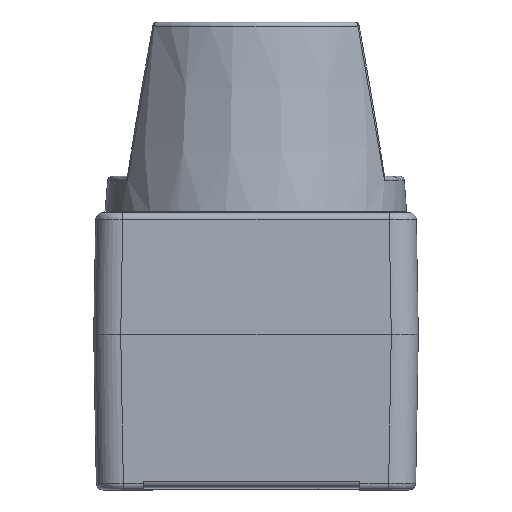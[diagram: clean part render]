
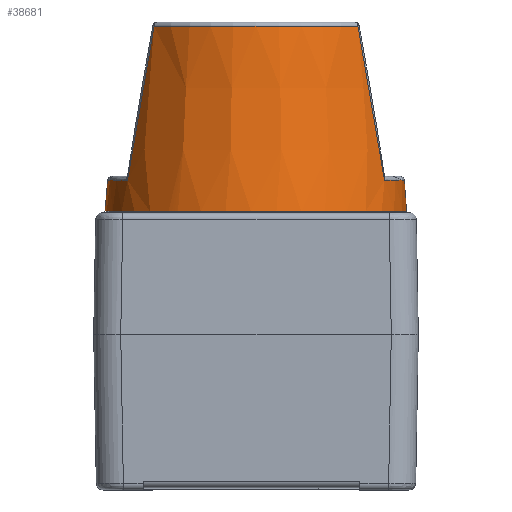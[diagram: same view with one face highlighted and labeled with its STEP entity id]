
A CAD part, left-side view. The second image highlights one B-rep face of the part: STEP entity #38681.
In plain terms, the highlighted conical face has half-angle 5 degrees and reference radius 31.663 mm.
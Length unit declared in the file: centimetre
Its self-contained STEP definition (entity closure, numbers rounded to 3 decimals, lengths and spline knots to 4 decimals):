
#82=CONICAL_SURFACE('',#40862,3.1663,5.);
#324=FACE_BOUND('',#5403,.T.);
#1323=CIRCLE('',#40789,3.35);
#1327=CIRCLE('',#40794,3.35);
#1328=CIRCLE('',#40795,3.35);
#1357=CIRCLE('',#40838,2.9905);
#1359=CIRCLE('',#40842,3.2897);
#1361=CIRCLE('',#40845,3.2897);
#1363=CIRCLE('',#40848,2.9905);
#1369=CIRCLE('',#40863,3.35);
#1370=CIRCLE('',#40864,3.35);
#3168=FACE_OUTER_BOUND('',#5402,.T.);
#5402=EDGE_LOOP('',(#27231,#27232,#27233,#27234,#27235));
#5403=EDGE_LOOP('',(#27236,#27237,#27238,#27239,#27240,#27241,#27242,#27243));
#7644=B_SPLINE_CURVE_WITH_KNOTS('',3,(#59154,#59155,#59156,#59157),
 .UNSPECIFIED.,.F.,.F.,(4,4),(-4.2818,-0.8003),
 .UNSPECIFIED.);
#7647=B_SPLINE_CURVE_WITH_KNOTS('',3,(#59207,#59208,#59209,#59210),
 .UNSPECIFIED.,.F.,.F.,(4,4),(-3.677,-0.1955),
 .UNSPECIFIED.);
#7654=B_SPLINE_CURVE_WITH_KNOTS('',3,(#59321,#59322,#59323,#59324),
 .UNSPECIFIED.,.F.,.F.,(4,4),(-3.677,-0.1955),
 .UNSPECIFIED.);
#7659=B_SPLINE_CURVE_WITH_KNOTS('',3,(#59407,#59408,#59409,#59410),
 .UNSPECIFIED.,.F.,.F.,(4,4),(-4.2818,-0.8003),
 .UNSPECIFIED.);
#16037=VERTEX_POINT('',#59001);
#16038=VERTEX_POINT('',#59003);
#16041=VERTEX_POINT('',#59010);
#16044=VERTEX_POINT('',#59016);
#16045=VERTEX_POINT('',#59018);
#16060=VERTEX_POINT('',#59107);
#16062=VERTEX_POINT('',#59112);
#16065=VERTEX_POINT('',#59153);
#16067=VERTEX_POINT('',#59206);
#16076=VERTEX_POINT('',#59284);
#16078=VERTEX_POINT('',#59320);
#16086=VERTEX_POINT('',#59367);
#16088=VERTEX_POINT('',#59406);
#20253=EDGE_CURVE('',#16037,#16038,#1323,.T.);
#20260=EDGE_CURVE('',#16044,#16045,#1327,.T.);
#20261=EDGE_CURVE('',#16045,#16041,#1328,.T.);
#20286=EDGE_CURVE('',#16060,#16065,#7644,.T.);
#20289=EDGE_CURVE('',#16067,#16062,#7647,.T.);
#20304=EDGE_CURVE('',#16078,#16076,#7654,.T.);
#20316=EDGE_CURVE('',#16076,#16086,#1357,.T.);
#20319=EDGE_CURVE('',#16086,#16088,#7659,.T.);
#20327=EDGE_CURVE('',#16088,#16067,#1359,.T.);
#20329=EDGE_CURVE('',#16065,#16078,#1361,.T.);
#20331=EDGE_CURVE('',#16062,#16060,#1363,.T.);
#20344=EDGE_CURVE('',#16038,#16044,#1369,.T.);
#20345=EDGE_CURVE('',#16041,#16037,#1370,.T.);
#27231=ORIENTED_EDGE('',*,*,#20261,.F.);
#27232=ORIENTED_EDGE('',*,*,#20260,.F.);
#27233=ORIENTED_EDGE('',*,*,#20344,.F.);
#27234=ORIENTED_EDGE('',*,*,#20253,.F.);
#27235=ORIENTED_EDGE('',*,*,#20345,.F.);
#27236=ORIENTED_EDGE('',*,*,#20304,.F.);
#27237=ORIENTED_EDGE('',*,*,#20329,.F.);
#27238=ORIENTED_EDGE('',*,*,#20286,.F.);
#27239=ORIENTED_EDGE('',*,*,#20331,.F.);
#27240=ORIENTED_EDGE('',*,*,#20289,.F.);
#27241=ORIENTED_EDGE('',*,*,#20327,.F.);
#27242=ORIENTED_EDGE('',*,*,#20319,.F.);
#27243=ORIENTED_EDGE('',*,*,#20316,.F.);
#38681=ADVANCED_FACE('',(#3168,#324),#82,.T.);
#40789=AXIS2_PLACEMENT_3D('',#59004,#45222,#45223);
#40794=AXIS2_PLACEMENT_3D('',#59019,#45235,#45236);
#40795=AXIS2_PLACEMENT_3D('',#59020,#45237,#45238);
#40838=AXIS2_PLACEMENT_3D('',#59371,#45327,#45328);
#40842=AXIS2_PLACEMENT_3D('',#59471,#45337,#45338);
#40845=AXIS2_PLACEMENT_3D('',#59474,#45343,#45344);
#40848=AXIS2_PLACEMENT_3D('',#59477,#45349,#45350);
#40862=AXIS2_PLACEMENT_3D('',#59531,#45381,#45382);
#40863=AXIS2_PLACEMENT_3D('',#59532,#45383,#45384);
#40864=AXIS2_PLACEMENT_3D('',#59533,#45385,#45386);
#45222=DIRECTION('center_axis',(0.,0.,
-1.));
#45223=DIRECTION('ref_axis',(0.,1.,0.));
#45235=DIRECTION('center_axis',(0.,0.,
-1.));
#45236=DIRECTION('ref_axis',(0.,1.,0.));
#45237=DIRECTION('center_axis',(0.,0.,
-1.));
#45238=DIRECTION('ref_axis',(0.,1.,0.));
#45327=DIRECTION('center_axis',(0.,0.,
1.));
#45328=DIRECTION('ref_axis',(1.,0.,0.));
#45337=DIRECTION('center_axis',(0.,0.,
1.));
#45338=DIRECTION('ref_axis',(0.,1.,0.));
#45343=DIRECTION('center_axis',(0.,0.,
1.));
#45344=DIRECTION('ref_axis',(0.,-1.,0.));
#45349=DIRECTION('center_axis',(0.,0.,
1.));
#45350=DIRECTION('ref_axis',(-1.,0.,0.));
#45381=DIRECTION('center_axis',(0.,0.,
-1.));
#45382=DIRECTION('ref_axis',(0.,1.,0.));
#45383=DIRECTION('center_axis',(0.,0.,
-1.));
#45384=DIRECTION('ref_axis',(0.,1.,0.));
#45385=DIRECTION('center_axis',(0.,0.,
-1.));
#45386=DIRECTION('ref_axis',(0.,1.,0.));
#59001=CARTESIAN_POINT('',(-4.9357,3.6278,2.3072));
#59003=CARTESIAN_POINT('',(-4.8291,3.7909,2.3072));
#59004=CARTESIAN_POINT('Origin',(-2.0791,1.8778,2.3072));
#59010=CARTESIAN_POINT('',(-4.9478,3.6078,2.3072));
#59016=CARTESIAN_POINT('',(-4.8091,3.8193,2.3072));
#59018=CARTESIAN_POINT('',(-2.0791,5.2278,2.3072));
#59019=CARTESIAN_POINT('Origin',(-2.0791,1.8778,2.3072));
#59020=CARTESIAN_POINT('Origin',(-2.0791,1.8778,2.3072));
#59107=CARTESIAN_POINT('',(-4.0351,-0.3844,6.416));
#59112=CARTESIAN_POINT('',(-4.0351,4.14,6.416));
#59153=CARTESIAN_POINT('',(-3.7205,-0.9732,2.996));
#59154=CARTESIAN_POINT('Ctrl Pts',(-4.0351,-0.3844,
6.416));
#59155=CARTESIAN_POINT('Ctrl Pts',(-3.9301,-0.6065,
5.2803));
#59156=CARTESIAN_POINT('Ctrl Pts',(-3.8251,-0.7976,
4.1392));
#59157=CARTESIAN_POINT('Ctrl Pts',(-3.7205,-0.9732,
2.996));
#59206=CARTESIAN_POINT('',(-3.7205,4.7288,2.996));
#59207=CARTESIAN_POINT('Ctrl Pts',(-3.7205,4.7288,2.996));
#59208=CARTESIAN_POINT('Ctrl Pts',(-3.8251,4.5532,4.1392));
#59209=CARTESIAN_POINT('Ctrl Pts',(-3.9301,4.3621,5.2803));
#59210=CARTESIAN_POINT('Ctrl Pts',(-4.0351,4.14,6.416));
#59284=CARTESIAN_POINT('',(-0.1231,-0.3844,6.416));
#59320=CARTESIAN_POINT('',(-0.4378,-0.9732,2.996));
#59321=CARTESIAN_POINT('Ctrl Pts',(-0.4378,-0.9732,
2.996));
#59322=CARTESIAN_POINT('Ctrl Pts',(-0.3331,-0.7976,
4.1392));
#59323=CARTESIAN_POINT('Ctrl Pts',(-0.2281,-0.6065,
5.2803));
#59324=CARTESIAN_POINT('Ctrl Pts',(-0.1231,-0.3844,
6.416));
#59367=CARTESIAN_POINT('',(-0.1231,4.14,6.416));
#59371=CARTESIAN_POINT('Origin',(-2.0791,1.8778,6.416));
#59406=CARTESIAN_POINT('',(-0.4378,4.7288,2.996));
#59407=CARTESIAN_POINT('Ctrl Pts',(-0.1231,4.14,
6.416));
#59408=CARTESIAN_POINT('Ctrl Pts',(-0.2281,4.3621,
5.2803));
#59409=CARTESIAN_POINT('Ctrl Pts',(-0.3331,4.5532,
4.1392));
#59410=CARTESIAN_POINT('Ctrl Pts',(-0.4378,4.7288,
2.996));
#59471=CARTESIAN_POINT('Origin',(-2.0791,1.8778,2.996));
#59474=CARTESIAN_POINT('Origin',(-2.0791,1.8778,2.996));
#59477=CARTESIAN_POINT('Origin',(-2.0791,1.8778,6.416));
#59531=CARTESIAN_POINT('Origin',(-2.0791,1.8778,4.4072));
#59532=CARTESIAN_POINT('Origin',(-2.0791,1.8778,2.3072));
#59533=CARTESIAN_POINT('Origin',(-2.0791,1.8778,2.3072));
